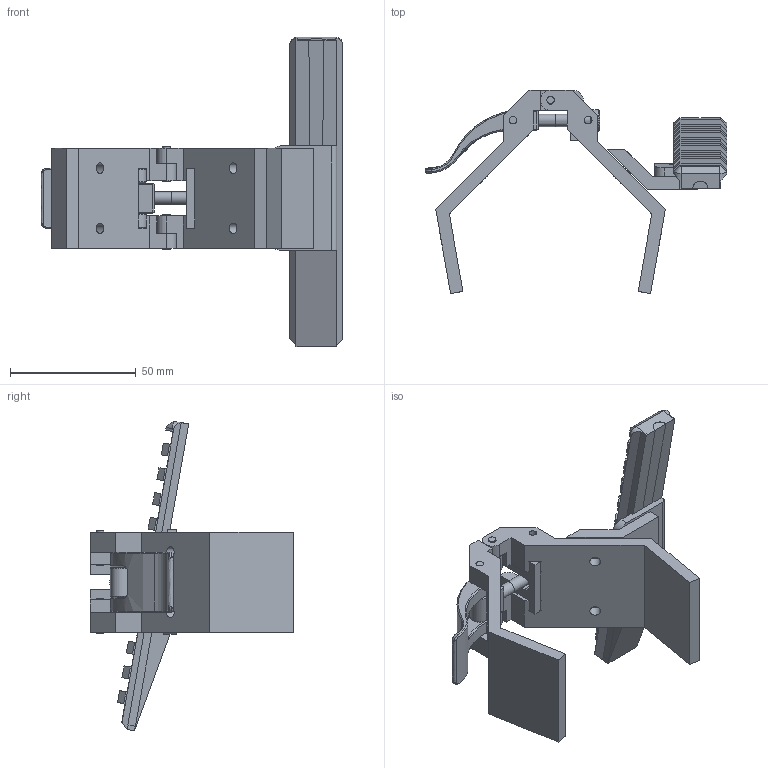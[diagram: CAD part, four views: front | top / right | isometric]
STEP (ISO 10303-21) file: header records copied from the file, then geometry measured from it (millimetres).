
FILE_DESCRIPTION(('FreeCAD Model'),'2;1');
FILE_NAME('Open CASCADE Shape Model','2024-12-18T20:54:16',(''),(''), 'Open CASCADE STEP processor 7.6','FreeCAD','Unknown');
FILE_SCHEMA(('AUTOMOTIVE_DESIGN { 1 0 10303 214 1 1 1 1 }'));
Length unit declared in the file: millimetre
Products named in the file (14): arrow; part1; axis1; Part; M5x30-Screw; SOLID001; PEDAL001; axis2; axis3; mount; Part002; part2; plug; picatini offset002
Assembly tree (13 placements, depth 3):
  arrow
    part1
    axis1
    Part
      M5x30-Screw
      SOLID001
      PEDAL001
    axis2
    axis3
    mount
    Part002
      part2
      plug
    picatini offset002
Bounding box: 120.23 x 80.93 x 123.19 mm (x, y, z)
Volume: 75203.6 mm3; surface area: 39388.2 mm2
Topology: 11 solids, 11 shells, 335 faces, 865 edges, 552 vertices
Faces by surface type: bspline 181, plane 108, cylinder 35, cone 9, revolution 2
Full cylindrical faces by diameter (mm): 2.667 x1, 3 x11, 4.2 x6, 5 x4, 8.5 x1, 10 x2
Entity records: 12207 total; most frequent: CARTESIAN_POINT 4167, ORIENTED_EDGE 1728, DIRECTION 1305, EDGE_CURVE 864, LINE 645, VECTOR 645, VERTEX_POINT 552, FACE_BOUND 374
